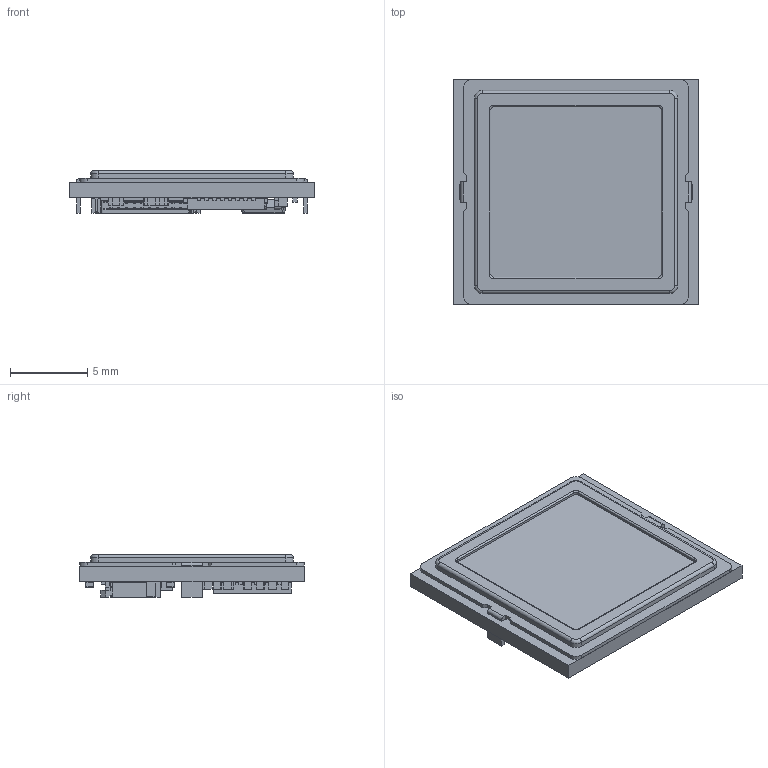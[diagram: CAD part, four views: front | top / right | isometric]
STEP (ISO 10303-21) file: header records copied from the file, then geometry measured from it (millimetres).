
FILE_DESCRIPTION(('Open CASCADE Model'),'2;1');
FILE_NAME('Open CASCADE Shape Model','2020-02-17T18:22:39',('Author'),( 'Open CASCADE'),'Open CASCADE STEP processor 6.2','Open CASCADE 6.2' ,'Unknown');
FILE_SCHEMA(('AUTOMOTIVE_DESIGN { 1 0 10303 214 1 1 1 1 }'));
Length unit declared in the file: millimetre
Products named in the file (48): PCB; Board; U2; 523669536; Extruded; R11; User_Library-R_0402; R6; R5; R2; C15; User_Library-User_Library-cap0402_cap0402_body; C14; C13; C12; C11; C9; C8; C7; C5; C2; C1; U1; User_Library-QFN-32UH; TVS5; 564566608; R10; R9; J1; 1-2328702-0; C6; R1; C4; C3; U3; User_Library-sot236; TVS6; 523685920; TVS1; 564572752 ...
Assembly tree (69 placements, depth 4):
  PCB
    Board
    U2
      523669536
        Extruded
    R11
      User_Library-R_0402
    R6
      User_Library-R_0402
    R5
      User_Library-R_0402
    R2
      User_Library-R_0402
    C15
      User_Library-User_Library-cap0402_cap0402_body
    C14
      User_Library-User_Library-cap0402_cap0402_body
    C13
      User_Library-User_Library-cap0402_cap0402_body
    C12
      User_Library-User_Library-cap0402_cap0402_body
    C11
      User_Library-User_Library-cap0402_cap0402_body
    C9
      User_Library-User_Library-cap0402_cap0402_body
    C8
      User_Library-User_Library-cap0402_cap0402_body
    C7
      User_Library-User_Library-cap0402_cap0402_body
    C5
      User_Library-User_Library-cap0402_cap0402_body
    C2
      User_Library-User_Library-cap0402_cap0402_body
    C1
      User_Library-User_Library-cap0402_cap0402_body
    U1
      User_Library-QFN-32UH
    TVS5
      564566608
        Extruded
    R10
      User_Library-R_0402
    R9
      User_Library-R_0402
    J1
      1-2328702-0
    C6
      User_Library-User_Library-cap0402_cap0402_body
    R1
      User_Library-R_0402
    C4
      User_Library-User_Library-cap0402_cap0402_body
    C3
      User_Library-User_Library-cap0402_cap0402_body
    U3
      User_Library-sot236
    TVS6
      523685920
        Extruded
    TVS1
Bounding box: 15.8 x 14.5 x 2.76 mm (x, y, z)
Volume: 369.9 mm3; surface area: 1365.2 mm2
Topology: 54 solids, 54 shells, 2280 faces, 5937 edges, 3750 vertices
Faces by surface type: plane 1388, cylinder 446, bspline 324, sphere 112, torus 8, cone 2
Entity records: 81859 total; most frequent: CARTESIAN_POINT 22154, DIRECTION 9717, LINE 6392, VECTOR 6392, ORIENTED_EDGE 5800, PCURVE 5800, DEFINITIONAL_REPRESENTATION 5800, EDGE_CURVE 2900
